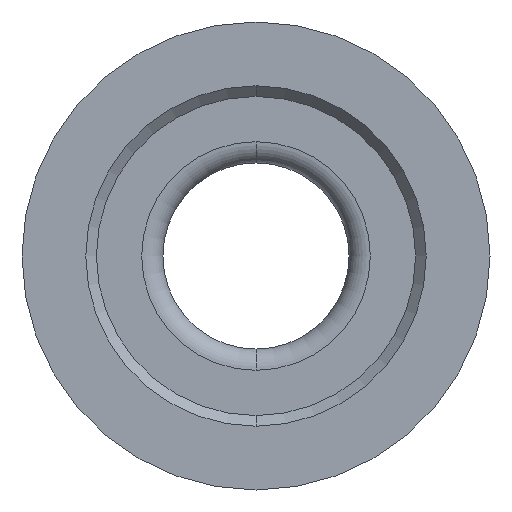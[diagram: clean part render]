
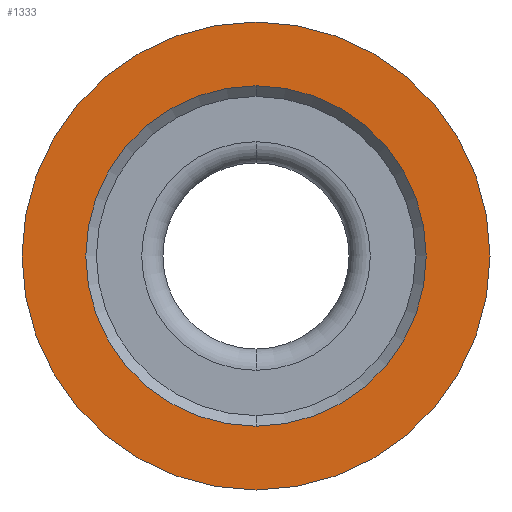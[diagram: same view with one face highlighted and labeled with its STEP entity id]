
A CAD part, front view. The second image highlights one B-rep face of the part: STEP entity #1333.
In plain terms, the highlighted planar face has unit normal (0, -1, 0).
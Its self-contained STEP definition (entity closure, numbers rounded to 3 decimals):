
#31 = DIRECTION ( 'NONE',  ( 0., 0., 1. ) ) ;
#133 = EDGE_CURVE ( 'NONE', #1432, #154, #603, .T. ) ;
#151 = PLANE ( 'NONE',  #514 ) ;
#154 = VERTEX_POINT ( 'NONE', #774 ) ;
#218 = ORIENTED_EDGE ( 'NONE', *, *, #133, .T. ) ;
#253 = CARTESIAN_POINT ( 'NONE',  ( 0., 0., 3.2 ) ) ;
#271 = ORIENTED_EDGE ( 'NONE', *, *, #1238, .T. ) ;
#273 = EDGE_LOOP ( 'NONE', ( #218, #1139 ) ) ;
#302 = CIRCLE ( 'NONE', #1609, 3.2 ) ;
#368 = CARTESIAN_POINT ( 'NONE',  ( 0., 0., -3.2 ) ) ;
#477 = EDGE_CURVE ( 'NONE', #154, #1432, #1509, .T. ) ;
#485 = CARTESIAN_POINT ( 'NONE',  ( 0., 0., 0. ) ) ;
#514 = AXIS2_PLACEMENT_3D ( 'NONE', #645, #710, #31 ) ;
#535 = FACE_OUTER_BOUND ( 'NONE', #273, .T. ) ;
#553 = DIRECTION ( 'NONE',  ( 0., 1., 0. ) ) ;
#559 = DIRECTION ( 'NONE',  ( 0., -1., 0. ) ) ;
#603 = CIRCLE ( 'NONE', #1649, 4.4 ) ;
#645 = CARTESIAN_POINT ( 'NONE',  ( -4.4, 0., 0. ) ) ;
#685 = CARTESIAN_POINT ( 'NONE',  ( 0., 0., -4.4 ) ) ;
#710 = DIRECTION ( 'NONE',  ( 0., 1., 0. ) ) ;
#732 = CARTESIAN_POINT ( 'NONE',  ( 0., 0., 0. ) ) ;
#746 = CIRCLE ( 'NONE', #1604, 3.2 ) ;
#774 = CARTESIAN_POINT ( 'NONE',  ( 0., 0., 4.4 ) ) ;
#777 = DIRECTION ( 'NONE',  ( 0., 0., -1. ) ) ;
#866 = DIRECTION ( 'NONE',  ( 0., 1., 0. ) ) ;
#928 = AXIS2_PLACEMENT_3D ( 'NONE', #1688, #559, #777 ) ;
#942 = EDGE_LOOP ( 'NONE', ( #1219, #271 ) ) ;
#1101 = EDGE_CURVE ( 'NONE', #1701, #1331, #302, .T. ) ;
#1112 = DIRECTION ( 'NONE',  ( 0., 0., 1. ) ) ;
#1139 = ORIENTED_EDGE ( 'NONE', *, *, #477, .T. ) ;
#1219 = ORIENTED_EDGE ( 'NONE', *, *, #1101, .T. ) ;
#1238 = EDGE_CURVE ( 'NONE', #1331, #1701, #746, .T. ) ;
#1298 = FACE_BOUND ( 'NONE', #942, .T. ) ;
#1306 = DIRECTION ( 'NONE',  ( 0., 0., 1. ) ) ;
#1331 = VERTEX_POINT ( 'NONE', #253 ) ;
#1333 = ADVANCED_FACE ( 'NONE', ( #1298, #535 ), #151, .F. ) ;
#1432 = VERTEX_POINT ( 'NONE', #685 ) ;
#1509 = CIRCLE ( 'NONE', #928, 4.4 ) ;
#1527 = DIRECTION ( 'NONE',  ( 0., 0., -1. ) ) ;
#1535 = CARTESIAN_POINT ( 'NONE',  ( 0., 0., 0. ) ) ;
#1603 = DIRECTION ( 'NONE',  ( 0., -1., 0. ) ) ;
#1604 = AXIS2_PLACEMENT_3D ( 'NONE', #732, #553, #1306 ) ;
#1609 = AXIS2_PLACEMENT_3D ( 'NONE', #1535, #866, #1112 ) ;
#1649 = AXIS2_PLACEMENT_3D ( 'NONE', #485, #1603, #1527 ) ;
#1688 = CARTESIAN_POINT ( 'NONE',  ( 0., 0., 0. ) ) ;
#1701 = VERTEX_POINT ( 'NONE', #368 ) ;
